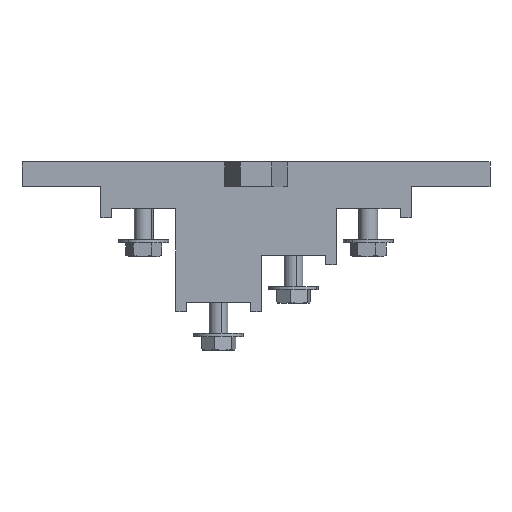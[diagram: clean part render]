
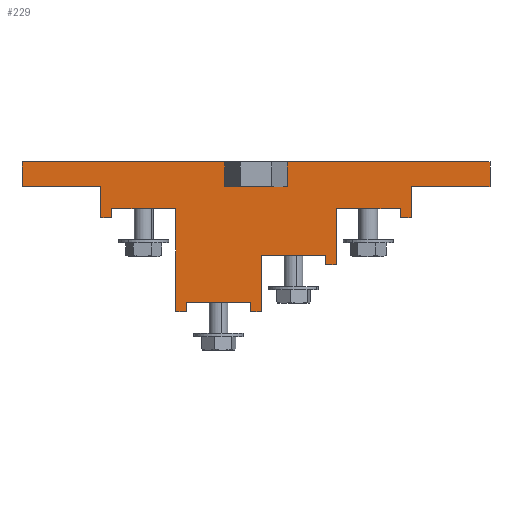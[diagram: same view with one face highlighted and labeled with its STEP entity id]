
A CAD part, front view. The second image highlights one B-rep face of the part: STEP entity #229.
In plain terms, the highlighted planar face has unit normal (0, -1, 0).
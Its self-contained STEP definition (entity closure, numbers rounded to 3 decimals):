
#229=ADVANCED_FACE('',(#686),#687,.T.);
#686=FACE_OUTER_BOUND('',#1626,.T.);
#687=PLANE('',#1627);
#1626=EDGE_LOOP('',(#2616,#2617,#2618,#2619,#2620,#2621,#2622,#2623,#2624,#2625,#2626,#2627,#2628,#2629,#2630,#2631,#2632,#2633,#2634,#2635,#2636,#2637,#2638,#2639,#2640,#2641,#2642,#2643));
#1627=AXIS2_PLACEMENT_3D('',#2644,#2645,#2646);
#2616=ORIENTED_EDGE('',*,*,#5908,.T.);
#2617=ORIENTED_EDGE('',*,*,#5909,.T.);
#2618=ORIENTED_EDGE('',*,*,#5910,.T.);
#2619=ORIENTED_EDGE('',*,*,#5911,.T.);
#2620=ORIENTED_EDGE('',*,*,#5912,.T.);
#2621=ORIENTED_EDGE('',*,*,#5913,.T.);
#2622=ORIENTED_EDGE('',*,*,#5914,.T.);
#2623=ORIENTED_EDGE('',*,*,#5915,.T.);
#2624=ORIENTED_EDGE('',*,*,#5916,.T.);
#2625=ORIENTED_EDGE('',*,*,#5917,.T.);
#2626=ORIENTED_EDGE('',*,*,#5918,.T.);
#2627=ORIENTED_EDGE('',*,*,#5919,.T.);
#2628=ORIENTED_EDGE('',*,*,#5920,.T.);
#2629=ORIENTED_EDGE('',*,*,#5921,.T.);
#2630=ORIENTED_EDGE('',*,*,#5922,.T.);
#2631=ORIENTED_EDGE('',*,*,#5923,.T.);
#2632=ORIENTED_EDGE('',*,*,#5924,.T.);
#2633=ORIENTED_EDGE('',*,*,#5925,.T.);
#2634=ORIENTED_EDGE('',*,*,#5926,.T.);
#2635=ORIENTED_EDGE('',*,*,#5927,.T.);
#2636=ORIENTED_EDGE('',*,*,#5928,.T.);
#2637=ORIENTED_EDGE('',*,*,#5929,.T.);
#2638=ORIENTED_EDGE('',*,*,#5930,.T.);
#2639=ORIENTED_EDGE('',*,*,#5931,.T.);
#2640=ORIENTED_EDGE('',*,*,#5932,.T.);
#2641=ORIENTED_EDGE('',*,*,#5933,.T.);
#2642=ORIENTED_EDGE('',*,*,#5934,.T.);
#2643=ORIENTED_EDGE('',*,*,#5935,.T.);
#2644=CARTESIAN_POINT('',(-68.131,-10.857,14.656));
#2645=DIRECTION('',(0.0,-1.0,0.0));
#2646=DIRECTION('',(0.0,0.0,-1.0));
#5908=EDGE_CURVE('',#6940,#6941,#6942,.T.);
#5909=EDGE_CURVE('',#6941,#6943,#6944,.T.);
#5910=EDGE_CURVE('',#6943,#6945,#6946,.T.);
#5911=EDGE_CURVE('',#6945,#6947,#6948,.T.);
#5912=EDGE_CURVE('',#6947,#6949,#6950,.T.);
#5913=EDGE_CURVE('',#6949,#6951,#6952,.T.);
#5914=EDGE_CURVE('',#6951,#6953,#6954,.T.);
#5915=EDGE_CURVE('',#6953,#6955,#6956,.T.);
#5916=EDGE_CURVE('',#6955,#6957,#6958,.T.);
#5917=EDGE_CURVE('',#6957,#6959,#6960,.T.);
#5918=EDGE_CURVE('',#6959,#6961,#6962,.T.);
#5919=EDGE_CURVE('',#6961,#6963,#6964,.T.);
#5920=EDGE_CURVE('',#6963,#6965,#6966,.T.);
#5921=EDGE_CURVE('',#6965,#6967,#6968,.T.);
#5922=EDGE_CURVE('',#6967,#6969,#6970,.T.);
#5923=EDGE_CURVE('',#6969,#6971,#6972,.T.);
#5924=EDGE_CURVE('',#6971,#6973,#6974,.T.);
#5925=EDGE_CURVE('',#6973,#6975,#6976,.T.);
#5926=EDGE_CURVE('',#6975,#6977,#6978,.T.);
#5927=EDGE_CURVE('',#6977,#6979,#6980,.T.);
#5928=EDGE_CURVE('',#6979,#6981,#6982,.T.);
#5929=EDGE_CURVE('',#6981,#6983,#6984,.T.);
#5930=EDGE_CURVE('',#6983,#6985,#6986,.T.);
#5931=EDGE_CURVE('',#6985,#6987,#6988,.T.);
#5932=EDGE_CURVE('',#6987,#6989,#6990,.T.);
#5933=EDGE_CURVE('',#6989,#6991,#6992,.T.);
#5934=EDGE_CURVE('',#6991,#6993,#6994,.T.);
#5935=EDGE_CURVE('',#6993,#6940,#6995,.T.);
#6940=VERTEX_POINT('',#8540);
#6941=VERTEX_POINT('',#8541);
#6942=LINE('',#8542,#8543);
#6943=VERTEX_POINT('',#8544);
#6944=LINE('',#8545,#8546);
#6945=VERTEX_POINT('',#8547);
#6946=LINE('',#8548,#8549);
#6947=VERTEX_POINT('',#8550);
#6948=LINE('',#8551,#8552);
#6949=VERTEX_POINT('',#8553);
#6950=LINE('',#8554,#8555);
#6951=VERTEX_POINT('',#8556);
#6952=LINE('',#8557,#8558);
#6953=VERTEX_POINT('',#8559);
#6954=LINE('',#8560,#8561);
#6955=VERTEX_POINT('',#8562);
#6956=LINE('',#8563,#8564);
#6957=VERTEX_POINT('',#8565);
#6958=LINE('',#8566,#8567);
#6959=VERTEX_POINT('',#8568);
#6960=LINE('',#8569,#8570);
#6961=VERTEX_POINT('',#8571);
#6962=LINE('',#8572,#8573);
#6963=VERTEX_POINT('',#8574);
#6964=LINE('',#8575,#8576);
#6965=VERTEX_POINT('',#8577);
#6966=LINE('',#8578,#8579);
#6967=VERTEX_POINT('',#8580);
#6968=LINE('',#8581,#8582);
#6969=VERTEX_POINT('',#8583);
#6970=LINE('',#8584,#8585);
#6971=VERTEX_POINT('',#8586);
#6972=LINE('',#8587,#8588);
#6973=VERTEX_POINT('',#8589);
#6974=LINE('',#8590,#8591);
#6975=VERTEX_POINT('',#8592);
#6976=LINE('',#8593,#8594);
#6977=VERTEX_POINT('',#8595);
#6978=LINE('',#8596,#8597);
#6979=VERTEX_POINT('',#8598);
#6980=LINE('',#8599,#8600);
#6981=VERTEX_POINT('',#8601);
#6982=LINE('',#8602,#8603);
#6983=VERTEX_POINT('',#8604);
#6984=LINE('',#8605,#8606);
#6985=VERTEX_POINT('',#8607);
#6986=LINE('',#8608,#8609);
#6987=VERTEX_POINT('',#8610);
#6988=LINE('',#8611,#8612);
#6989=VERTEX_POINT('',#8613);
#6990=LINE('',#8614,#8615);
#6991=VERTEX_POINT('',#8616);
#6992=LINE('',#8617,#8618);
#6993=VERTEX_POINT('',#8619);
#6994=LINE('',#8620,#8621);
#6995=LINE('',#8622,#8623);
#8540=CARTESIAN_POINT('',(81.869,-10.857,14.656));
#8541=CARTESIAN_POINT('',(81.869,-10.857,22.656));
#8542=CARTESIAN_POINT('',(81.869,-10.857,14.656));
#8543=VECTOR('',#11320,1000.0);
#8544=CARTESIAN_POINT('',(16.869,-10.857,22.656));
#8545=CARTESIAN_POINT('',(-68.131,-10.857,22.656));
#8546=VECTOR('',#11321,1000.0);
#8547=CARTESIAN_POINT('',(16.869,-10.857,14.656));
#8548=CARTESIAN_POINT('',(16.869,-10.857,14.656));
#8549=VECTOR('',#11322,1000.0);
#8550=CARTESIAN_POINT('',(-3.131,-10.857,14.656));
#8551=CARTESIAN_POINT('',(-68.131,-10.857,14.656));
#8552=VECTOR('',#11323,1000.0);
#8553=CARTESIAN_POINT('',(-3.131,-10.857,22.656));
#8554=CARTESIAN_POINT('',(-3.131,-10.857,14.656));
#8555=VECTOR('',#11324,1000.0);
#8556=CARTESIAN_POINT('',(-68.131,-10.857,22.656));
#8557=CARTESIAN_POINT('',(-68.131,-10.857,22.656));
#8558=VECTOR('',#11325,1000.0);
#8559=CARTESIAN_POINT('',(-68.131,-10.857,14.656));
#8560=CARTESIAN_POINT('',(-68.131,-10.857,14.656));
#8561=VECTOR('',#11326,1000.0);
#8562=CARTESIAN_POINT('',(-42.881,-10.857,14.656));
#8563=CARTESIAN_POINT('',(-68.131,-10.857,14.656));
#8564=VECTOR('',#11327,1000.0);
#8565=CARTESIAN_POINT('',(-42.881,-10.857,4.656));
#8566=CARTESIAN_POINT('',(-42.881,-10.857,14.656));
#8567=VECTOR('',#11328,1000.0);
#8568=CARTESIAN_POINT('',(-39.381,-10.857,4.656));
#8569=CARTESIAN_POINT('',(-68.131,-10.857,4.656));
#8570=VECTOR('',#11329,1000.0);
#8571=CARTESIAN_POINT('',(-39.381,-10.857,7.656));
#8572=CARTESIAN_POINT('',(-39.381,-10.857,14.656));
#8573=VECTOR('',#11330,1000.0);
#8574=CARTESIAN_POINT('',(-18.881,-10.857,7.656));
#8575=CARTESIAN_POINT('',(-68.131,-10.857,7.656));
#8576=VECTOR('',#11331,1000.0);
#8577=CARTESIAN_POINT('',(-18.881,-10.857,-25.344));
#8578=CARTESIAN_POINT('',(-18.881,-10.857,14.656));
#8579=VECTOR('',#11332,1000.0);
#8580=CARTESIAN_POINT('',(-15.381,-10.857,-25.344));
#8581=CARTESIAN_POINT('',(-68.131,-10.857,-25.344));
#8582=VECTOR('',#11333,1000.0);
#8583=CARTESIAN_POINT('',(-15.381,-10.857,-22.344));
#8584=CARTESIAN_POINT('',(-15.381,-10.857,14.656));
#8585=VECTOR('',#11334,1000.0);
#8586=CARTESIAN_POINT('',(5.119,-10.857,-22.344));
#8587=CARTESIAN_POINT('',(-68.131,-10.857,-22.344));
#8588=VECTOR('',#11335,1000.0);
#8589=CARTESIAN_POINT('',(5.119,-10.857,-25.344));
#8590=CARTESIAN_POINT('',(5.119,-10.857,14.656));
#8591=VECTOR('',#11336,1000.0);
#8592=CARTESIAN_POINT('',(8.619,-10.857,-25.344));
#8593=CARTESIAN_POINT('',(-68.131,-10.857,-25.344));
#8594=VECTOR('',#11337,1000.0);
#8595=CARTESIAN_POINT('',(8.619,-10.857,-7.344));
#8596=CARTESIAN_POINT('',(8.619,-10.857,14.656));
#8597=VECTOR('',#11338,1000.0);
#8598=CARTESIAN_POINT('',(29.119,-10.857,-7.344));
#8599=CARTESIAN_POINT('',(-68.131,-10.857,-7.344));
#8600=VECTOR('',#11339,1000.0);
#8601=CARTESIAN_POINT('',(29.119,-10.857,-10.344));
#8602=CARTESIAN_POINT('',(29.119,-10.857,14.656));
#8603=VECTOR('',#11340,1000.0);
#8604=CARTESIAN_POINT('',(32.619,-10.857,-10.344));
#8605=CARTESIAN_POINT('',(-68.131,-10.857,-10.344));
#8606=VECTOR('',#11341,1000.0);
#8607=CARTESIAN_POINT('',(32.619,-10.857,7.656));
#8608=CARTESIAN_POINT('',(32.619,-10.857,14.656));
#8609=VECTOR('',#11342,1000.0);
#8610=CARTESIAN_POINT('',(53.119,-10.857,7.656));
#8611=CARTESIAN_POINT('',(-68.131,-10.857,7.656));
#8612=VECTOR('',#11343,1000.0);
#8613=CARTESIAN_POINT('',(53.119,-10.857,4.656));
#8614=CARTESIAN_POINT('',(53.119,-10.857,14.656));
#8615=VECTOR('',#11344,1000.0);
#8616=CARTESIAN_POINT('',(56.619,-10.857,4.656));
#8617=CARTESIAN_POINT('',(-68.131,-10.857,4.656));
#8618=VECTOR('',#11345,1000.0);
#8619=CARTESIAN_POINT('',(56.619,-10.857,14.656));
#8620=CARTESIAN_POINT('',(56.619,-10.857,14.656));
#8621=VECTOR('',#11346,1000.0);
#8622=CARTESIAN_POINT('',(-68.131,-10.857,14.656));
#8623=VECTOR('',#11347,1000.0);
#11320=DIRECTION('',(0.0,0.0,1.0));
#11321=DIRECTION('',(-1.0,-0.0,-0.0));
#11322=DIRECTION('',(0.0,0.0,-1.0));
#11323=DIRECTION('',(-1.0,-0.0,-0.0));
#11324=DIRECTION('',(0.0,0.0,1.0));
#11325=DIRECTION('',(-1.0,-0.0,-0.0));
#11326=DIRECTION('',(0.0,0.0,-1.0));
#11327=DIRECTION('',(1.0,0.0,0.0));
#11328=DIRECTION('',(0.0,0.0,-1.0));
#11329=DIRECTION('',(1.0,0.0,0.0));
#11330=DIRECTION('',(0.0,0.0,1.0));
#11331=DIRECTION('',(1.0,0.0,0.0));
#11332=DIRECTION('',(0.0,0.0,-1.0));
#11333=DIRECTION('',(1.0,0.0,0.0));
#11334=DIRECTION('',(0.0,0.0,1.0));
#11335=DIRECTION('',(1.0,0.0,0.0));
#11336=DIRECTION('',(0.0,0.0,-1.0));
#11337=DIRECTION('',(1.0,0.0,0.0));
#11338=DIRECTION('',(0.0,0.0,1.0));
#11339=DIRECTION('',(1.0,0.0,0.0));
#11340=DIRECTION('',(0.0,0.0,-1.0));
#11341=DIRECTION('',(1.0,0.0,0.0));
#11342=DIRECTION('',(0.0,0.0,1.0));
#11343=DIRECTION('',(1.0,0.0,0.0));
#11344=DIRECTION('',(0.0,0.0,-1.0));
#11345=DIRECTION('',(1.0,0.0,0.0));
#11346=DIRECTION('',(0.0,0.0,1.0));
#11347=DIRECTION('',(1.0,0.0,0.0));
